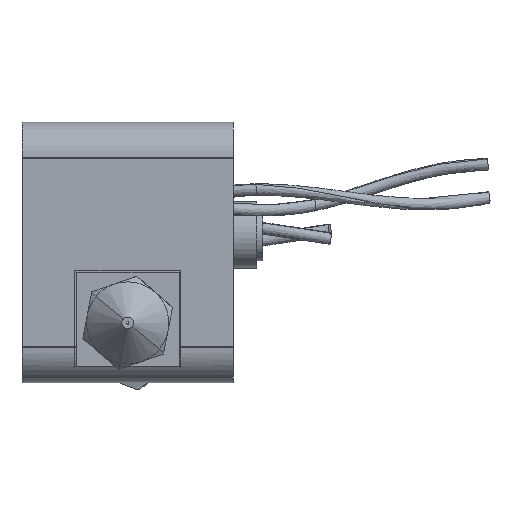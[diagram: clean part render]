
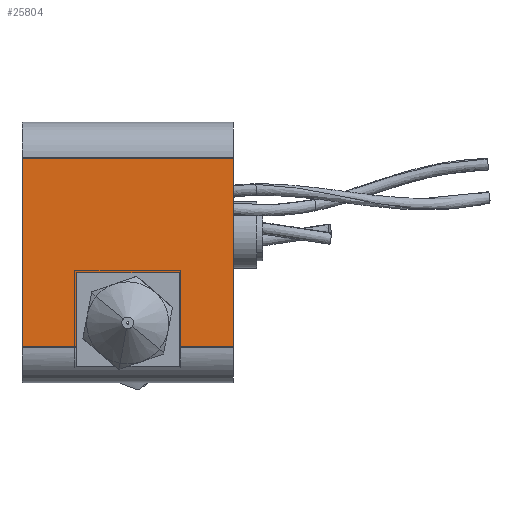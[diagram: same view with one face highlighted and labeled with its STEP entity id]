
A CAD part, front view. The second image highlights one B-rep face of the part: STEP entity #25804.
In plain terms, the highlighted face is planar.
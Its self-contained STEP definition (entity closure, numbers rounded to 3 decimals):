
#1191 = CARTESIAN_POINT ( 'NONE',  ( -4.384, 11.1, -6.1 ) ) ;
#1357 = DIRECTION ( 'NONE',  ( 1., 0., 0. ) ) ;
#2648 = CARTESIAN_POINT ( 'NONE',  ( 0., -8.1, -6.1 ) ) ;
#2847 = CARTESIAN_POINT ( 'NONE',  ( -9., -8.1, -6.1 ) ) ;
#3057 = PLANE ( 'NONE',  #9329 ) ;
#3240 = DIRECTION ( 'NONE',  ( 0., 1., 0. ) ) ;
#3560 = ORIENTED_EDGE ( 'NONE', *, *, #5063, .F. ) ;
#3670 = DIRECTION ( 'NONE',  ( 0., 1., 0. ) ) ;
#4012 = CARTESIAN_POINT ( 'NONE',  ( 9., 0., -6.1 ) ) ;
#4162 = DIRECTION ( 'NONE',  ( 0., -1., 0. ) ) ;
#4344 = CARTESIAN_POINT ( 'NONE',  ( 0., 8.1, -6.1 ) ) ;
#4425 = ORIENTED_EDGE ( 'NONE', *, *, #16802, .F. ) ;
#5063 = EDGE_CURVE ( 'NONE', #9652, #24323, #5975, .T. ) ;
#5975 = LINE ( 'NONE', #4012, #17577 ) ;
#6537 = DIRECTION ( 'NONE',  ( 1., 0., 0. ) ) ;
#6600 = LINE ( 'NONE', #1191, #21443 ) ;
#7250 = VECTOR ( 'NONE', #4162, 1000. ) ;
#7349 = FACE_OUTER_BOUND ( 'NONE', #8577, .T. ) ;
#8577 = EDGE_LOOP ( 'NONE', ( #22691, #19855, #23406, #25143, #4425, #3560, #18054, #22075 ) ) ;
#8853 = DIRECTION ( 'NONE',  ( 1., 0., 0. ) ) ;
#8966 = VERTEX_POINT ( 'NONE', #25739 ) ;
#9269 = DIRECTION ( 'NONE',  ( 0., 0., 1. ) ) ;
#9329 = AXIS2_PLACEMENT_3D ( 'NONE', #17452, #9269, #1357 ) ;
#9652 = VERTEX_POINT ( 'NONE', #17614 ) ;
#10768 = CARTESIAN_POINT ( 'NONE',  ( 0., -8.1, -6.1 ) ) ;
#10823 = VERTEX_POINT ( 'NONE', #24304 ) ;
#11308 = LINE ( 'NONE', #2648, #15486 ) ;
#11353 = EDGE_CURVE ( 'NONE', #23381, #9652, #18680, .T. ) ;
#11438 = VERTEX_POINT ( 'NONE', #2847 ) ;
#12291 = CARTESIAN_POINT ( 'NONE',  ( 4.332, 11.1, -6.1 ) ) ;
#12450 = DIRECTION ( 'NONE',  ( -1., 0., 0. ) ) ;
#13129 = LINE ( 'NONE', #19250, #22799 ) ;
#14683 = CARTESIAN_POINT ( 'NONE',  ( 9., 8.1, -6.1 ) ) ;
#15379 = EDGE_CURVE ( 'NONE', #11438, #21254, #11308, .T. ) ;
#15461 = LINE ( 'NONE', #4344, #22249 ) ;
#15486 = VECTOR ( 'NONE', #8853, 1000. ) ;
#16802 = EDGE_CURVE ( 'NONE', #24323, #10823, #15461, .T. ) ;
#17298 = CARTESIAN_POINT ( 'NONE',  ( -9., 0., -6.1 ) ) ;
#17452 = CARTESIAN_POINT ( 'NONE',  ( 0., 11.1, -6.1 ) ) ;
#17577 = VECTOR ( 'NONE', #3670, 1000. ) ;
#17614 = CARTESIAN_POINT ( 'NONE',  ( 9., -8.1, -6.1 ) ) ;
#18054 = ORIENTED_EDGE ( 'NONE', *, *, #11353, .F. ) ;
#18680 = LINE ( 'NONE', #10768, #24247 ) ;
#18755 = CARTESIAN_POINT ( 'NONE',  ( 4.332, -8.1, -6.1 ) ) ;
#19250 = CARTESIAN_POINT ( 'NONE',  ( 0., -1.717, -6.1 ) ) ;
#19709 = EDGE_CURVE ( 'NONE', #11438, #10823, #22521, .T. ) ;
#19855 = ORIENTED_EDGE ( 'NONE', *, *, #22480, .F. ) ;
#21254 = VERTEX_POINT ( 'NONE', #22958 ) ;
#21443 = VECTOR ( 'NONE', #3240, 1000. ) ;
#21620 = DIRECTION ( 'NONE',  ( 1., 0., 0. ) ) ;
#22075 = ORIENTED_EDGE ( 'NONE', *, *, #22658, .F. ) ;
#22149 = VERTEX_POINT ( 'NONE', #22803 ) ;
#22249 = VECTOR ( 'NONE', #12450, 1000. ) ;
#22480 = EDGE_CURVE ( 'NONE', #21254, #8966, #6600, .T. ) ;
#22521 = LINE ( 'NONE', #17298, #24490 ) ;
#22658 = EDGE_CURVE ( 'NONE', #22149, #23381, #26319, .T. ) ;
#22691 = ORIENTED_EDGE ( 'NONE', *, *, #25870, .F. ) ;
#22799 = VECTOR ( 'NONE', #21620, 1000. ) ;
#22803 = CARTESIAN_POINT ( 'NONE',  ( 4.332, -1.717, -6.1 ) ) ;
#22958 = CARTESIAN_POINT ( 'NONE',  ( -4.384, -8.1, -6.1 ) ) ;
#23381 = VERTEX_POINT ( 'NONE', #18755 ) ;
#23406 = ORIENTED_EDGE ( 'NONE', *, *, #15379, .F. ) ;
#23652 = DIRECTION ( 'NONE',  ( 0., 1., 0. ) ) ;
#24247 = VECTOR ( 'NONE', #6537, 1000. ) ;
#24304 = CARTESIAN_POINT ( 'NONE',  ( -9., 8.1, -6.1 ) ) ;
#24323 = VERTEX_POINT ( 'NONE', #14683 ) ;
#24490 = VECTOR ( 'NONE', #23652, 1000. ) ;
#25143 = ORIENTED_EDGE ( 'NONE', *, *, #19709, .T. ) ;
#25739 = CARTESIAN_POINT ( 'NONE',  ( -4.384, -1.717, -6.1 ) ) ;
#25804 = ADVANCED_FACE ( 'NONE', ( #7349 ), #3057, .F. ) ;
#25870 = EDGE_CURVE ( 'NONE', #8966, #22149, #13129, .T. ) ;
#26319 = LINE ( 'NONE', #12291, #7250 ) ;
